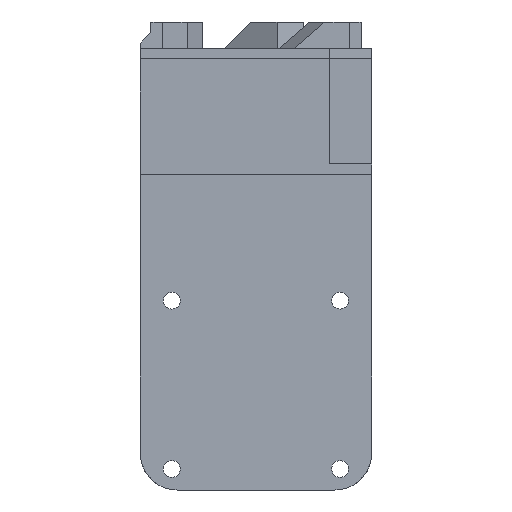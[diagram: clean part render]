
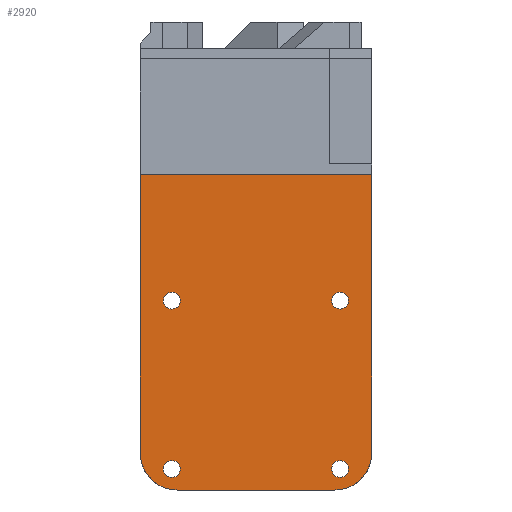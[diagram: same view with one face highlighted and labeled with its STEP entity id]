
A CAD part, front view. The second image highlights one B-rep face of the part: STEP entity #2920.
In plain terms, the highlighted planar face has unit normal (0, -1, 0).
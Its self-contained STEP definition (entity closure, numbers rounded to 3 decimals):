
#40=CIRCLE('',#3039,7.);
#53=CIRCLE('',#3059,7.);
#67=CIRCLE('',#3116,1.6);
#68=CIRCLE('',#3117,1.6);
#69=CIRCLE('',#3118,1.6);
#70=CIRCLE('',#3119,1.6);
#109=FACE_BOUND('',#373,.T.);
#110=FACE_BOUND('',#374,.T.);
#111=FACE_BOUND('',#375,.T.);
#112=FACE_BOUND('',#376,.T.);
#194=FACE_OUTER_BOUND('',#372,.T.);
#372=EDGE_LOOP('',(#2348,#2349,#2350,#2351,#2352,#2353));
#373=EDGE_LOOP('',(#2354));
#374=EDGE_LOOP('',(#2355));
#375=EDGE_LOOP('',(#2356));
#376=EDGE_LOOP('',(#2357));
#474=LINE('',#3995,#843);
#547=LINE('',#4146,#916);
#637=LINE('',#4343,#1006);
#734=LINE('',#4570,#1103);
#843=VECTOR('',#3226,10.);
#916=VECTOR('',#3323,10.);
#1006=VECTOR('',#3461,10.);
#1103=VECTOR('',#3684,10.);
#1211=VERTEX_POINT('',#3992);
#1212=VERTEX_POINT('',#3994);
#1277=VERTEX_POINT('',#4143);
#1278=VERTEX_POINT('',#4145);
#1346=VERTEX_POINT('',#4307);
#1361=VERTEX_POINT('',#4342);
#1429=VERTEX_POINT('',#4572);
#1430=VERTEX_POINT('',#4574);
#1431=VERTEX_POINT('',#4576);
#1432=VERTEX_POINT('',#4578);
#1487=EDGE_CURVE('',#1212,#1211,#474,.T.);
#1562=EDGE_CURVE('',#1278,#1277,#547,.T.);
#1646=EDGE_CURVE('',#1212,#1346,#40,.T.);
#1664=EDGE_CURVE('',#1346,#1361,#637,.T.);
#1680=EDGE_CURVE('',#1361,#1277,#53,.T.);
#1777=EDGE_CURVE('',#1278,#1211,#734,.T.);
#1778=EDGE_CURVE('',#1429,#1429,#67,.T.);
#1779=EDGE_CURVE('',#1430,#1430,#68,.T.);
#1780=EDGE_CURVE('',#1431,#1431,#69,.T.);
#1781=EDGE_CURVE('',#1432,#1432,#70,.T.);
#2348=ORIENTED_EDGE('',*,*,#1646,.F.);
#2349=ORIENTED_EDGE('',*,*,#1487,.T.);
#2350=ORIENTED_EDGE('',*,*,#1777,.F.);
#2351=ORIENTED_EDGE('',*,*,#1562,.T.);
#2352=ORIENTED_EDGE('',*,*,#1680,.F.);
#2353=ORIENTED_EDGE('',*,*,#1664,.F.);
#2354=ORIENTED_EDGE('',*,*,#1778,.T.);
#2355=ORIENTED_EDGE('',*,*,#1779,.T.);
#2356=ORIENTED_EDGE('',*,*,#1780,.T.);
#2357=ORIENTED_EDGE('',*,*,#1781,.T.);
#2786=PLANE('',#3115);
#2920=ADVANCED_FACE('',(#194,#109,#110,#111,#112),#2786,.T.);
#3039=AXIS2_PLACEMENT_3D('',#4308,#3428,#3429);
#3059=AXIS2_PLACEMENT_3D('',#4374,#3489,#3490);
#3115=AXIS2_PLACEMENT_3D('',#4571,#3685,#3686);
#3116=AXIS2_PLACEMENT_3D('',#4573,#3687,#3688);
#3117=AXIS2_PLACEMENT_3D('',#4575,#3689,#3690);
#3118=AXIS2_PLACEMENT_3D('',#4577,#3691,#3692);
#3119=AXIS2_PLACEMENT_3D('',#4579,#3693,#3694);
#3226=DIRECTION('',(0.,0.,1.));
#3323=DIRECTION('',(0.,0.,-1.));
#3428=DIRECTION('center_axis',(0.,1.,0.));
#3429=DIRECTION('ref_axis',(0.707,0.,-0.707));
#3461=DIRECTION('',(-1.,0.,0.));
#3489=DIRECTION('center_axis',(0.,1.,0.));
#3490=DIRECTION('ref_axis',(-0.707,0.,-0.707));
#3684=DIRECTION('',(1.,0.,0.));
#3685=DIRECTION('center_axis',(0.,-1.,0.));
#3686=DIRECTION('ref_axis',(1.,0.,0.));
#3687=DIRECTION('center_axis',(0.,1.,0.));
#3688=DIRECTION('ref_axis',(1.,0.,0.));
#3689=DIRECTION('center_axis',(0.,1.,0.));
#3690=DIRECTION('ref_axis',(1.,0.,0.));
#3691=DIRECTION('center_axis',(0.,1.,0.));
#3692=DIRECTION('ref_axis',(1.,0.,0.));
#3693=DIRECTION('center_axis',(0.,1.,0.));
#3694=DIRECTION('ref_axis',(1.,0.,0.));
#3992=CARTESIAN_POINT('',(42.006,-12.,60.));
#3994=CARTESIAN_POINT('',(42.006,-12.,7.));
#3995=CARTESIAN_POINT('',(42.006,-12.,46.));
#4143=CARTESIAN_POINT('',(-1.994,-12.,7.));
#4145=CARTESIAN_POINT('',(-1.994,-12.,60.));
#4146=CARTESIAN_POINT('',(-1.994,-12.,46.));
#4307=CARTESIAN_POINT('',(35.006,-12.,0.));
#4308=CARTESIAN_POINT('Origin',(35.006,-12.,7.));
#4342=CARTESIAN_POINT('',(5.006,-12.,0.));
#4343=CARTESIAN_POINT('',(0.,-12.,0.));
#4374=CARTESIAN_POINT('Origin',(5.006,-12.,7.));
#4570=CARTESIAN_POINT('',(10.003,-12.,60.));
#4571=CARTESIAN_POINT('Origin',(20.,-12.,30.));
#4572=CARTESIAN_POINT('',(34.4,-12.,36.));
#4573=CARTESIAN_POINT('Origin',(36.,-12.,36.));
#4574=CARTESIAN_POINT('',(2.4,-12.,4.));
#4575=CARTESIAN_POINT('Origin',(4.,-12.,4.));
#4576=CARTESIAN_POINT('',(2.4,-12.,36.));
#4577=CARTESIAN_POINT('Origin',(4.,-12.,36.));
#4578=CARTESIAN_POINT('',(34.4,-12.,4.));
#4579=CARTESIAN_POINT('Origin',(36.,-12.,4.));
